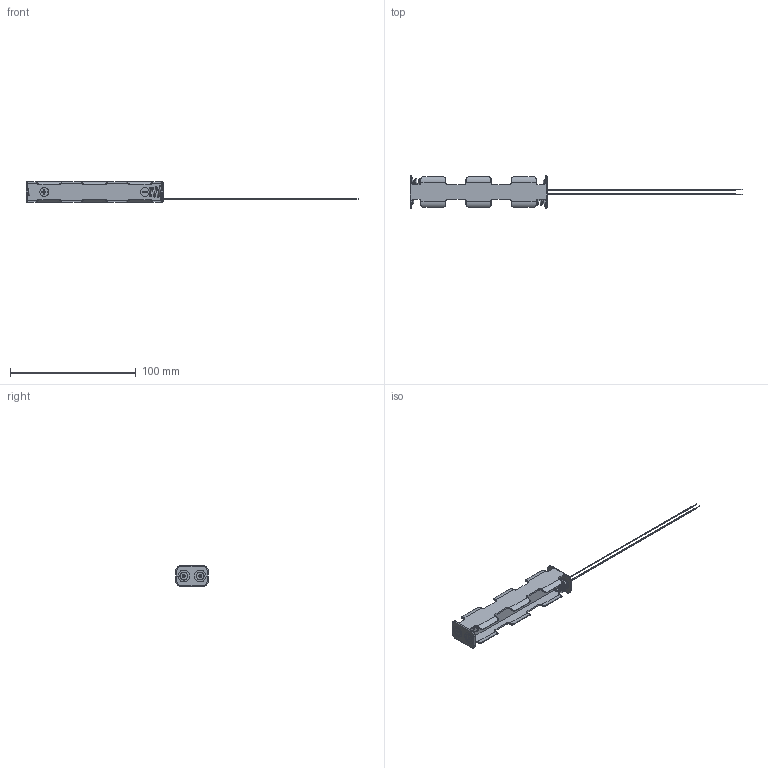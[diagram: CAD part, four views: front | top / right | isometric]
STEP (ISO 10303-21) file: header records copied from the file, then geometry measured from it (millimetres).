
FILE_DESCRIPTION (( 'STEP AP214' ), '1' );
FILE_NAME ('BH14AAW.STEP', '2021-02-05T15:41:08', ( '' ), ( '' ), 'SwSTEP 2.0', 'SolidWorks 2017', '' );
FILE_SCHEMA (( 'AUTOMOTIVE_DESIGN' ));
Length unit declared in the file: millimetre
Products named in the file (1): BH14AAW
Bounding box: 264 x 25.6 x 16.4 mm (x, y, z)
Volume: 8227.3 mm3; surface area: 15597 mm2
Topology: 9 solids, 9 shells, 621 faces, 1500 edges, 919 vertices
Faces by surface type: cylinder 262, torus 156, plane 147, bspline 56
Entity records: 24807 total; most frequent: CARTESIAN_POINT 10224, DIRECTION 3169, ORIENTED_EDGE 2992, EDGE_CURVE 1496, AXIS2_PLACEMENT_3D 1310, VERTEX_POINT 917, CIRCLE 746, EDGE_LOOP 665
